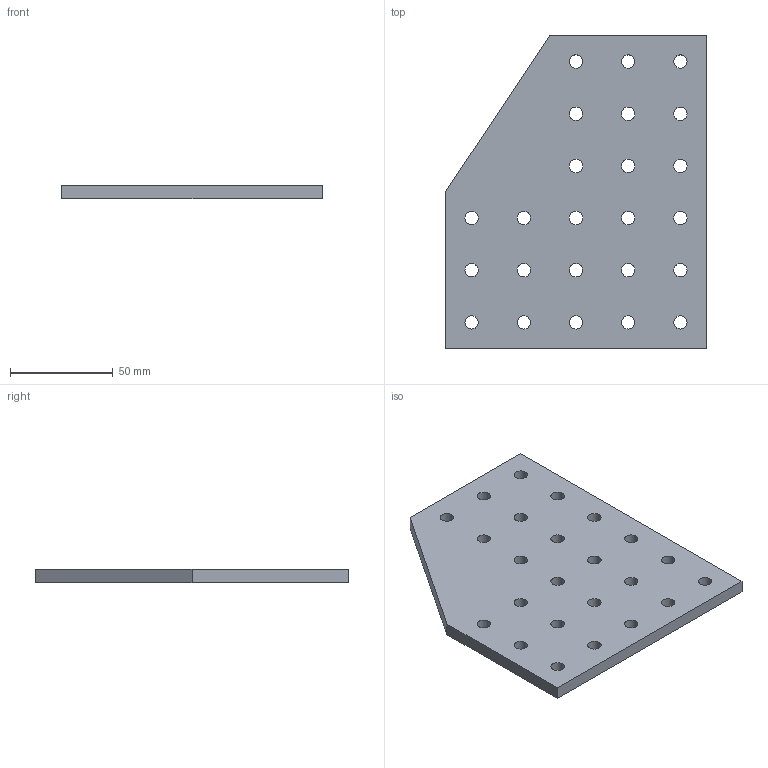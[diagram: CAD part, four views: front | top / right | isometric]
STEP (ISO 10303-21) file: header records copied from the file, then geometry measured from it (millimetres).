
FILE_DESCRIPTION(/* description */ (''),/* implementation_level */ '2;1');
FILE_NAME(/* name */ '3x3 L-Plate.stp',/* time_stamp */ '2020-01-14T15:26:16-08:00',/* author */ ('520956'),/* organization */ (''),/* preprocessor_version */ 'ST-DEVELOPER v18',/* originating_system */ 'Autodesk Inventor 2020',/* authorisation */ '');
FILE_SCHEMA (('AUTOMOTIVE_DESIGN { 1 0 10303 214 3 1 1 }'));
Length unit declared in the file: inch
Products named in the file (1): 3x3 L-Plate
Bounding box: 127 x 152.4 x 6.35 mm (x, y, z)
Volume: 105551.8 mm3; surface area: 39681.4 mm2
Topology: 1 solids, 1 shells, 31 faces, 87 edges, 58 vertices
Faces by surface type: cylinder 24, plane 7
Full cylindrical faces by diameter (mm): 6.502 x24
Entity records: 1168 total; most frequent: DIRECTION 199, CARTESIAN_POINT 177, ORIENTED_EDGE 174, EDGE_CURVE 87, AXIS2_PLACEMENT_3D 80, EDGE_LOOP 79, VERTEX_POINT 58, FACE_BOUND 48
